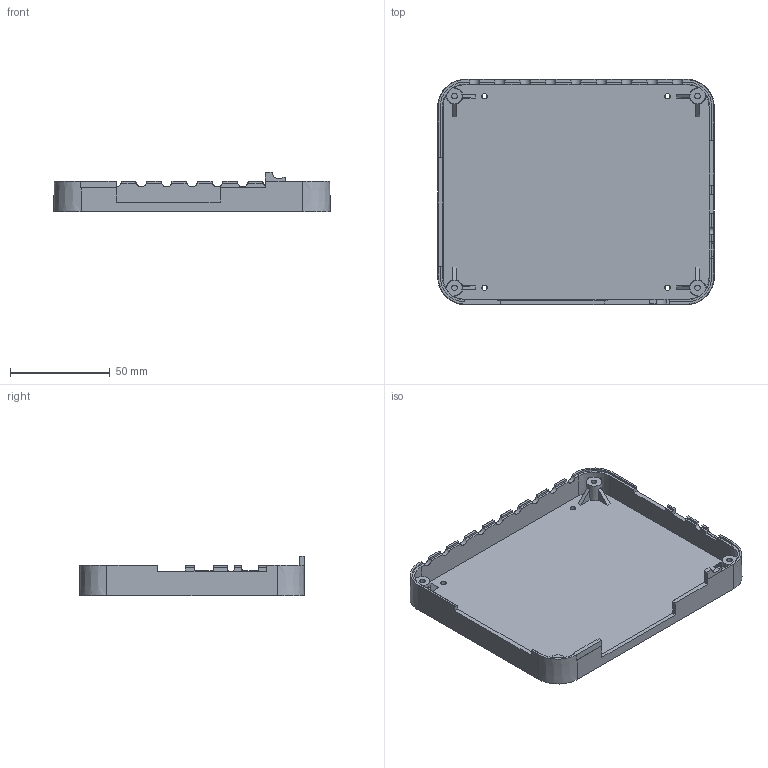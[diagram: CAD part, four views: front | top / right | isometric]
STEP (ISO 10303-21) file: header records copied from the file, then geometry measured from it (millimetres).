
FILE_DESCRIPTION(/* description */ (''),/* implementation_level */ '2;1');
FILE_NAME(/* name */ 'bottom (1).step',/* time_stamp */ '2021-03-16T11:30:17+00:00',/* author */ (''),/* organization */ (''),/* preprocessor_version */ 'ST-DEVELOPER v18.1',/* originating_system */ 'Autodesk Translation Framework v9.7.1.1290',/* authorisation */ '');
FILE_SCHEMA (('AUTOMOTIVE_DESIGN { 1 0 10303 214 3 1 1 }'));
Length unit declared in the file: millimetre
Products named in the file (3): bottom (1); proto3 (1) (1); bottom_case (1) (1)
Assembly tree (2 placements, depth 3):
  bottom (1)
    proto3 (1) (1)
      bottom_case (1) (1)
Bounding box: 138.33 x 112.64 x 19.57 mm (x, y, z)
Volume: 44735.5 mm3; surface area: 43154.1 mm2
Topology: 1 solids, 1 shells, 191 faces, 546 edges, 361 vertices
Faces by surface type: plane 146, cone 20, cylinder 17, bspline 8
Full cylindrical faces by diameter (mm): 2.8 x4
Entity records: 8207 total; most frequent: CARTESIAN_POINT 3127, ORIENTED_EDGE 1092, DIRECTION 1009, EDGE_CURVE 546, LINE 363, VECTOR 363, VERTEX_POINT 361, AXIS2_PLACEMENT_3D 323
